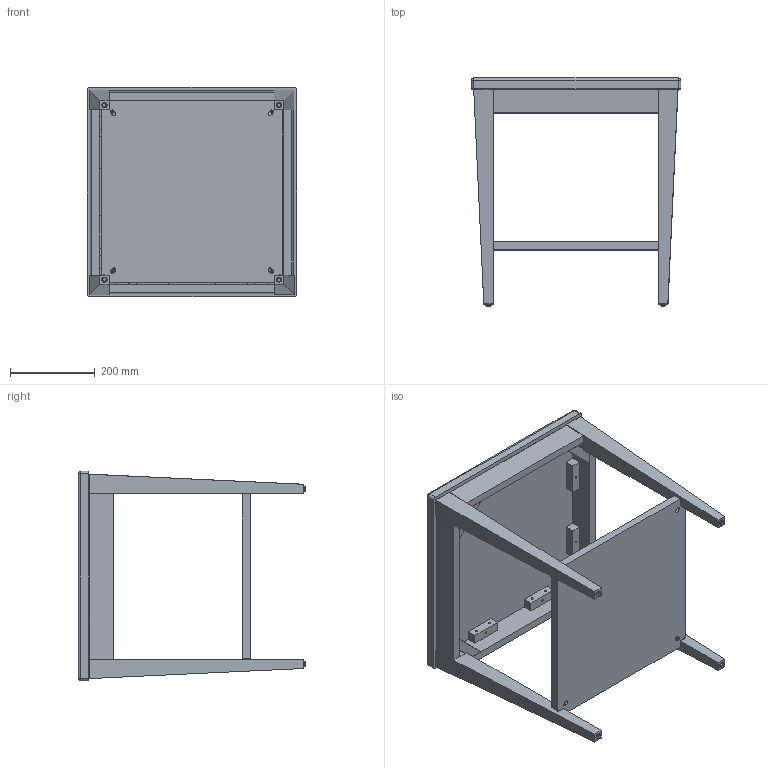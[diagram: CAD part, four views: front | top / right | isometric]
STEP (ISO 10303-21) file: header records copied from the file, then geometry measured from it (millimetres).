
FILE_DESCRIPTION(/* description */ (''),/* implementation_level */ '2;1');
FILE_NAME(/* name */ 'KT6E2020B1.stp',/* time_stamp */ '2019-05-22T15:26:54-04:00',/* author */ ('emehringer'),/* organization */ (''),/* preprocessor_version */ 'ST-DEVELOPER v16.13',/* originating_system */ 'Autodesk Inventor 2018',/* authorisation */ '');
FILE_SCHEMA (('AUTOMOTIVE_DESIGN { 1 0 10303 214 3 1 1 }'));
Length unit declared in the file: inch
Products named in the file (9): KT6E2020B1; KT6 APR ASM 1; KT6-01; CB 0T7; CLEAT01; KT6 SHELF 1; OT6 LEG 1; TOP B 1; GLIDE B1/2"
Assembly tree (27 placements, depth 3):
  KT6E2020B1
    KT6 APR ASM 1
      KT6-01  x4
      CB 0T7  x4
      CLEAT01  x8
    KT6 SHELF 1
    OT6 LEG 1  x4
    TOP B 1
    GLIDE B1/2"  x4
Bounding box: 495.3 x 538.1 x 495.3 mm (x, y, z)
Volume: 14578503.9 mm3; surface area: 1625734.2 mm2
Topology: 26 solids, 26 shells, 344 faces, 748 edges, 488 vertices
Faces by surface type: plane 220, cylinder 112, sphere 4, cone 4, torus 4
Full cylindrical faces by diameter (mm): 1.803 x4, 4.762 x44, 9.525 x20, 11.112 x16, 12.471 x4, 22.225 x8
Entity records: 3732 total; most frequent: DIRECTION 643, CARTESIAN_POINT 567, ORIENTED_EDGE 484, AXIS2_PLACEMENT_3D 246, EDGE_CURVE 242, EDGE_LOOP 178, VERTEX_POINT 170, LINE 151
